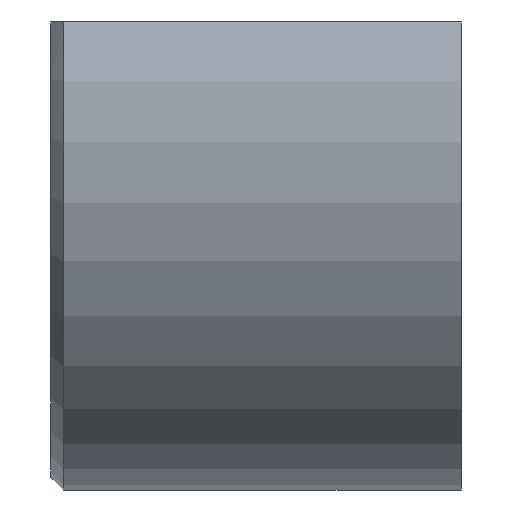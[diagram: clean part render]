
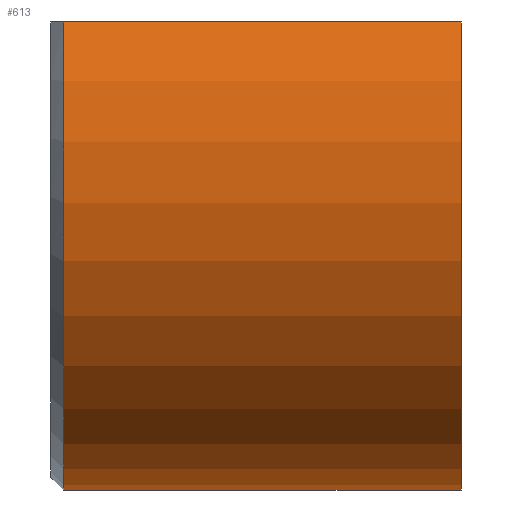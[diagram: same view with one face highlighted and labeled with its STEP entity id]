
A CAD part, front view. The second image highlights one B-rep face of the part: STEP entity #613.
In plain terms, the highlighted cylindrical face has radius 43.656 mm (diameter 87.312 mm), a partial arc.
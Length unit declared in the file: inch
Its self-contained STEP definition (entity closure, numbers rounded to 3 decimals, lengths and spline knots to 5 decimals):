
#473=CARTESIAN_POINT('',(-1.9375,0.,-1.71875));
#474=VERTEX_POINT('',#473);
#475=CARTESIAN_POINT('',(0.,0.,-1.71875));
#476=VERTEX_POINT('',#475);
#477=CARTESIAN_POINT('',(-1.9375,0.,-1.71875));
#478=DIRECTION('',(1.0,0.0,0.0));
#479=VECTOR('',#478,1.9375);
#480=LINE('',#477,#479);
#481=EDGE_CURVE('',#474,#476,#480,.T.);
#523=CARTESIAN_POINT('',(-1.9375,-1.6241,0.5625));
#524=VERTEX_POINT('',#523);
#525=CARTESIAN_POINT('',(-1.9375,0.0,0.));
#526=DIRECTION('',(-1.0,0.0,0.0));
#527=DIRECTION('',(0.0,0.0,-1.0));
#528=AXIS2_PLACEMENT_3D('',#525,#526,#527);
#529=CIRCLE('',#528,1.71875);
#530=EDGE_CURVE('',#474,#524,#529,.T.);
#589=CARTESIAN_POINT('',(-2.0,0.0,0.));
#590=DIRECTION('',(1.0,0.0,0.0));
#591=DIRECTION('',(0.0,0.0,-1.0));
#592=AXIS2_PLACEMENT_3D('',#589,#590,#591);
#593=CYLINDRICAL_SURFACE('',#592,1.71875);
#594=ORIENTED_EDGE('',*,*,#481,.T.);
#595=CARTESIAN_POINT('',(0.0,-1.6241,0.5625));
#596=VERTEX_POINT('',#595);
#597=CARTESIAN_POINT('',(0.0,0.0,0.));
#598=DIRECTION('',(-1.0,0.0,0.0));
#599=DIRECTION('',(0.0,0.0,-1.0));
#600=AXIS2_PLACEMENT_3D('',#597,#598,#599);
#601=CIRCLE('',#600,1.71875);
#602=EDGE_CURVE('',#476,#596,#601,.T.);
#603=ORIENTED_EDGE('',*,*,#602,.T.);
#604=CARTESIAN_POINT('',(-1.9375,-1.6241,0.5625));
#605=DIRECTION('',(1.0,0.0,0.0));
#606=VECTOR('',#605,1.9375);
#607=LINE('',#604,#606);
#608=EDGE_CURVE('',#524,#596,#607,.T.);
#609=ORIENTED_EDGE('',*,*,#608,.F.);
#610=ORIENTED_EDGE('',*,*,#530,.F.);
#611=EDGE_LOOP('',(#594,#603,#609,#610));
#612=FACE_OUTER_BOUND('',#611,.T.);
#613=ADVANCED_FACE('',(#612),#593,.T.);
